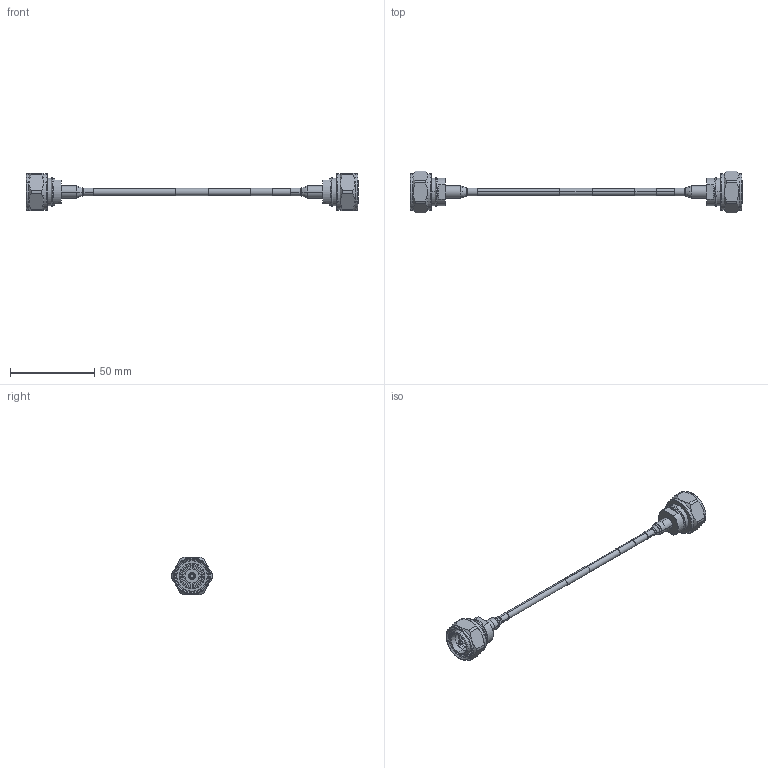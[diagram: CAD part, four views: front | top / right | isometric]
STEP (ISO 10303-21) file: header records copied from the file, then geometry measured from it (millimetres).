
FILE_DESCRIPTION (( 'STEP AP214' ), '1' );
FILE_NAME ('LCCA31064.step', '2022-10-04T19:22:45', ( '' ), ( '' ), 'SwSTEP 2.0', 'SolidWorks 2021', '' );
FILE_SCHEMA (( 'AUTOMOTIVE_DESIGN' ));
Length unit declared in the file: inch
Products named in the file (5): TC-402-4310M-LP-PE^LCCA31064_no parts; TFT-5G-402^LCCA31064_WITH LABEL; LCCA31064; HTSHRK^LCCA31064; PIM LABEL^LCCA31064
Assembly tree (6 placements, depth 2):
  LCCA31064
    TFT-5G-402^LCCA31064_WITH LABEL
    PIM LABEL^LCCA31064
    TC-402-4310M-LP-PE^LCCA31064_no parts  x2
    HTSHRK^LCCA31064  x2
Bounding box: 196.6 x 24.49 x 22 mm (x, y, z)
Volume: 12562.5 mm3; surface area: 13375.2 mm2
Topology: 11 solids, 11 shells, 382 faces, 788 edges, 460 vertices
Faces by surface type: cylinder 144, cone 100, plane 74, torus 64
Entity records: 5883 total; most frequent: CARTESIAN_POINT 1237, DIRECTION 1038, ORIENTED_EDGE 812, AXIS2_PLACEMENT_3D 449, EDGE_CURVE 406, CIRCLE 242, VERTEX_POINT 238, EDGE_LOOP 220
